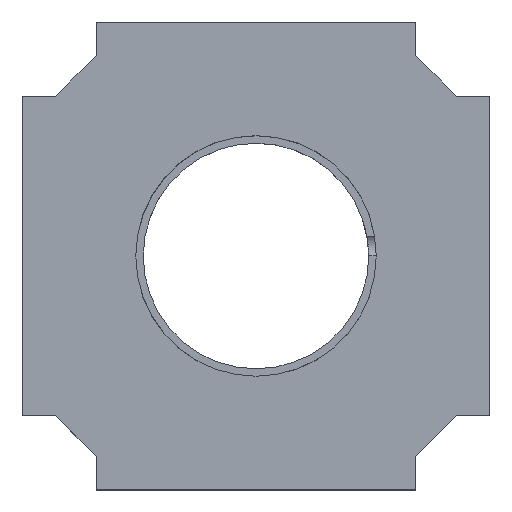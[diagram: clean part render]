
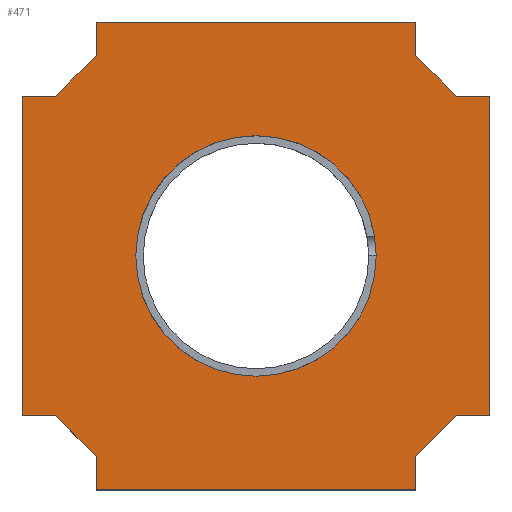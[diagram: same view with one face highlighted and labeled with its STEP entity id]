
A CAD part, top view. The second image highlights one B-rep face of the part: STEP entity #471.
In plain terms, the highlighted planar face has unit normal (0, 0, 1).
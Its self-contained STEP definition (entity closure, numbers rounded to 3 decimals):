
#15=FACE_BOUND('',#80,.T.);
#33=PLANE('',#521);
#56=FACE_OUTER_BOUND('',#79,.T.);
#79=EDGE_LOOP('',(#405,#406,#407,#408,#409,#410,#411,#412,#413,#414,#415,
#416,#417,#418,#419,#420));
#80=EDGE_LOOP('',(#421));
#99=LINE('',#730,#153);
#103=LINE('',#737,#157);
#106=LINE('',#743,#160);
#109=LINE('',#751,#163);
#112=LINE('',#757,#166);
#116=LINE('',#764,#170);
#119=LINE('',#772,#173);
#123=LINE('',#779,#177);
#126=LINE('',#785,#180);
#129=LINE('',#793,#183);
#132=LINE('',#799,#186);
#136=LINE('',#806,#190);
#138=LINE('',#809,#192);
#140=LINE('',#812,#194);
#141=LINE('',#814,#195);
#142=LINE('',#815,#196);
#153=VECTOR('',#561,10.);
#157=VECTOR('',#567,10.);
#160=VECTOR('',#572,10.);
#163=VECTOR('',#577,10.);
#166=VECTOR('',#582,10.);
#170=VECTOR('',#588,10.);
#173=VECTOR('',#593,10.);
#177=VECTOR('',#599,10.);
#180=VECTOR('',#604,10.);
#183=VECTOR('',#609,10.);
#186=VECTOR('',#614,10.);
#190=VECTOR('',#620,10.);
#192=VECTOR('',#624,10.);
#194=VECTOR('',#628,10.);
#195=VECTOR('',#631,10.);
#196=VECTOR('',#632,10.);
#199=CIRCLE('',#496,12.8);
#206=VERTEX_POINT('',#643);
#220=VERTEX_POINT('',#727);
#221=VERTEX_POINT('',#729);
#223=VERTEX_POINT('',#735);
#225=VERTEX_POINT('',#741);
#228=VERTEX_POINT('',#748);
#229=VERTEX_POINT('',#750);
#231=VERTEX_POINT('',#756);
#233=VERTEX_POINT('',#762);
#236=VERTEX_POINT('',#769);
#237=VERTEX_POINT('',#771);
#239=VERTEX_POINT('',#777);
#241=VERTEX_POINT('',#783);
#244=VERTEX_POINT('',#790);
#245=VERTEX_POINT('',#792);
#247=VERTEX_POINT('',#798);
#249=VERTEX_POINT('',#804);
#250=EDGE_CURVE('',#206,#206,#199,.T.);
#270=EDGE_CURVE('',#220,#221,#99,.T.);
#274=EDGE_CURVE('',#223,#220,#103,.T.);
#277=EDGE_CURVE('',#225,#223,#106,.T.);
#280=EDGE_CURVE('',#229,#228,#109,.T.);
#283=EDGE_CURVE('',#231,#229,#112,.T.);
#287=EDGE_CURVE('',#228,#233,#116,.T.);
#290=EDGE_CURVE('',#237,#236,#119,.T.);
#294=EDGE_CURVE('',#236,#239,#123,.T.);
#297=EDGE_CURVE('',#239,#241,#126,.T.);
#300=EDGE_CURVE('',#245,#244,#129,.T.);
#303=EDGE_CURVE('',#247,#245,#132,.T.);
#307=EDGE_CURVE('',#244,#249,#136,.T.);
#309=EDGE_CURVE('',#241,#221,#138,.T.);
#311=EDGE_CURVE('',#249,#237,#140,.T.);
#312=EDGE_CURVE('',#233,#247,#141,.T.);
#313=EDGE_CURVE('',#231,#225,#142,.T.);
#405=ORIENTED_EDGE('',*,*,#312,.T.);
#406=ORIENTED_EDGE('',*,*,#303,.T.);
#407=ORIENTED_EDGE('',*,*,#300,.T.);
#408=ORIENTED_EDGE('',*,*,#307,.T.);
#409=ORIENTED_EDGE('',*,*,#311,.T.);
#410=ORIENTED_EDGE('',*,*,#290,.T.);
#411=ORIENTED_EDGE('',*,*,#294,.T.);
#412=ORIENTED_EDGE('',*,*,#297,.T.);
#413=ORIENTED_EDGE('',*,*,#309,.T.);
#414=ORIENTED_EDGE('',*,*,#270,.F.);
#415=ORIENTED_EDGE('',*,*,#274,.F.);
#416=ORIENTED_EDGE('',*,*,#277,.F.);
#417=ORIENTED_EDGE('',*,*,#313,.F.);
#418=ORIENTED_EDGE('',*,*,#283,.T.);
#419=ORIENTED_EDGE('',*,*,#280,.T.);
#420=ORIENTED_EDGE('',*,*,#287,.T.);
#421=ORIENTED_EDGE('',*,*,#250,.T.);
#471=ADVANCED_FACE('',(#56,#15),#33,.T.);
#496=AXIS2_PLACEMENT_3D('',#644,#529,#530);
#521=AXIS2_PLACEMENT_3D('',#813,#629,#630);
#529=DIRECTION('center_axis',(0.,0.,-1.));
#530=DIRECTION('ref_axis',(-1.,0.,0.));
#561=DIRECTION('',(-1.,0.,0.));
#567=DIRECTION('',(-0.707,0.707,0.));
#572=DIRECTION('',(0.,1.,0.));
#577=DIRECTION('',(0.707,0.707,0.));
#582=DIRECTION('',(0.,1.,0.));
#588=DIRECTION('',(1.,0.,0.));
#593=DIRECTION('',(0.,-1.,0.));
#599=DIRECTION('',(-0.707,-0.707,0.));
#604=DIRECTION('',(-1.,0.,0.));
#609=DIRECTION('',(-0.707,0.707,0.));
#614=DIRECTION('',(-1.,0.,0.));
#620=DIRECTION('',(0.,1.,0.));
#624=DIRECTION('',(0.,-1.,0.));
#628=DIRECTION('',(-1.,0.,0.));
#629=DIRECTION('center_axis',(0.,0.,1.));
#630=DIRECTION('ref_axis',(1.,0.,0.));
#631=DIRECTION('',(0.,1.,0.));
#632=DIRECTION('',(-1.,0.,0.));
#643=CARTESIAN_POINT('',(-8.13,20.93,16.));
#644=CARTESIAN_POINT('Origin',(-20.93,20.93,16.));
#727=CARTESIAN_POINT('',(-42.255,3.93,16.));
#729=CARTESIAN_POINT('',(-45.83,3.93,16.));
#730=CARTESIAN_POINT('',(-42.255,3.93,16.));
#735=CARTESIAN_POINT('',(-37.93,-0.395,16.));
#737=CARTESIAN_POINT('',(-37.93,-0.395,16.));
#741=CARTESIAN_POINT('',(-37.93,-3.97,16.));
#743=CARTESIAN_POINT('',(-37.93,-4.17,16.));
#748=CARTESIAN_POINT('',(0.395,3.93,16.));
#750=CARTESIAN_POINT('',(-3.971,-0.437,16.));
#751=CARTESIAN_POINT('',(-3.971,-0.437,16.));
#756=CARTESIAN_POINT('',(-3.971,-3.97,16.));
#757=CARTESIAN_POINT('',(-3.971,-4.17,16.));
#762=CARTESIAN_POINT('',(3.97,3.93,16.));
#764=CARTESIAN_POINT('',(0.395,3.93,16.));
#769=CARTESIAN_POINT('',(-37.93,42.255,16.));
#771=CARTESIAN_POINT('',(-37.93,45.83,16.));
#772=CARTESIAN_POINT('',(-37.93,46.03,16.));
#777=CARTESIAN_POINT('',(-42.255,37.93,16.));
#779=CARTESIAN_POINT('',(-37.93,42.255,16.));
#783=CARTESIAN_POINT('',(-45.83,37.93,16.));
#785=CARTESIAN_POINT('',(-42.255,37.93,16.));
#790=CARTESIAN_POINT('',(-3.93,42.255,16.));
#792=CARTESIAN_POINT('',(0.395,37.93,16.));
#793=CARTESIAN_POINT('',(0.395,37.93,16.));
#798=CARTESIAN_POINT('',(3.97,37.93,16.));
#799=CARTESIAN_POINT('',(4.17,37.93,16.));
#804=CARTESIAN_POINT('',(-3.93,45.83,16.));
#806=CARTESIAN_POINT('',(-3.93,42.255,16.));
#809=CARTESIAN_POINT('',(-45.83,37.93,16.));
#812=CARTESIAN_POINT('',(-3.93,45.83,16.));
#813=CARTESIAN_POINT('Origin',(2.141,20.93,16.));
#814=CARTESIAN_POINT('',(3.97,3.93,16.));
#815=CARTESIAN_POINT('',(-37.73,-3.97,16.));
